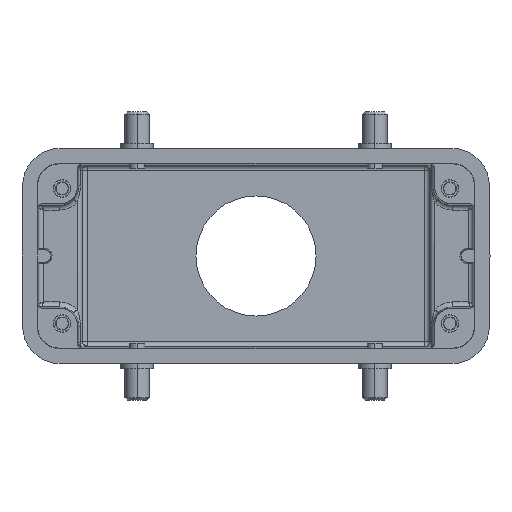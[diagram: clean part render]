
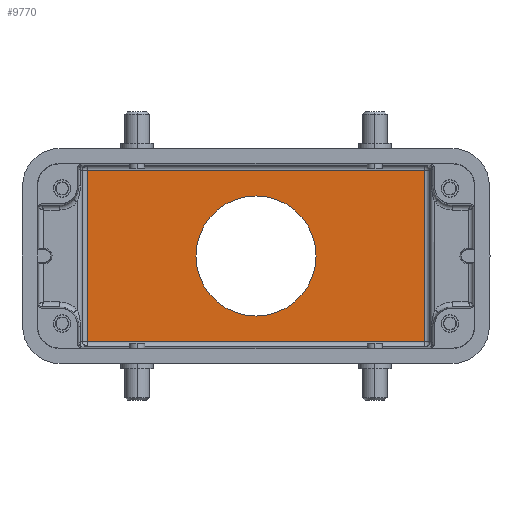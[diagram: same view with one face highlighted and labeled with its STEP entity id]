
A CAD part, front view. The second image highlights one B-rep face of the part: STEP entity #9770.
In plain terms, the highlighted planar face has unit normal (0, -1, 0).
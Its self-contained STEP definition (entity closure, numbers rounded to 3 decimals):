
#2506=DIRECTION('',(0.,0.,1.));
#2507=VECTOR('',#2506,34.284);
#2508=CARTESIAN_POINT('',(33.75,42.,-17.142));
#2509=LINE('',#2508,#2507);
#2534=DIRECTION('',(1.,0.,0.));
#2535=VECTOR('',#2534,67.5);
#2536=CARTESIAN_POINT('',(-33.75,42.,-17.142));
#2537=LINE('',#2536,#2535);
#2542=CARTESIAN_POINT('',(0.,42.,0.));
#2543=DIRECTION('',(0.,1.,0.));
#2544=DIRECTION('',(-1.,0.,0.));
#2545=AXIS2_PLACEMENT_3D('',#2542,#2543,#2544);
#2547=CARTESIAN_POINT('',(0.,42.,0.));
#2548=DIRECTION('',(0.,1.,0.));
#2549=DIRECTION('',(1.,0.,0.));
#2550=AXIS2_PLACEMENT_3D('',#2547,#2548,#2549);
#2556=DIRECTION('',(0.,0.,-1.));
#2557=VECTOR('',#2556,34.284);
#2558=CARTESIAN_POINT('',(-33.75,42.,17.142));
#2559=LINE('',#2558,#2557);
#3162=DIRECTION('',(-1.,0.,0.));
#3163=VECTOR('',#3162,67.5);
#3164=CARTESIAN_POINT('',(33.75,42.,17.142));
#3165=LINE('',#3164,#3163);
#5208=CARTESIAN_POINT('',(33.75,42.,-17.142));
#5210=VERTEX_POINT('',#5208);
#5211=CARTESIAN_POINT('',(-33.75,42.,-17.142));
#5212=VERTEX_POINT('',#5211);
#5215=CARTESIAN_POINT('',(-33.75,42.,17.142));
#5216=VERTEX_POINT('',#5215);
#5217=CARTESIAN_POINT('',(33.75,42.,17.142));
#5218=VERTEX_POINT('',#5217);
#6103=CARTESIAN_POINT('',(-12.,42.,0.));
#6104=CARTESIAN_POINT('',(12.,42.,0.));
#6105=VERTEX_POINT('',#6103);
#6106=VERTEX_POINT('',#6104);
#9751=CARTESIAN_POINT('',(43.75,42.,-18.5));
#9752=DIRECTION('',(0.,1.,0.));
#9753=DIRECTION('',(0.,0.,1.));
#9754=AXIS2_PLACEMENT_3D('',#9751,#9752,#9753);
#9755=PLANE('',#9754);
#9756=ORIENTED_EDGE('',*,*,#9738,.F.);
#9758=ORIENTED_EDGE('',*,*,#9757,.F.);
#9760=ORIENTED_EDGE('',*,*,#9759,.F.);
#9761=ORIENTED_EDGE('',*,*,#9710,.F.);
#9762=EDGE_LOOP('',(#9756,#9758,#9760,#9761));
#9763=FACE_OUTER_BOUND('',#9762,.F.);
#9765=ORIENTED_EDGE('',*,*,#9764,.F.);
#9767=ORIENTED_EDGE('',*,*,#9766,.F.);
#9768=EDGE_LOOP('',(#9765,#9767));
#9769=FACE_BOUND('',#9768,.F.);
#2546=CIRCLE('',#2545,12.);
#2551=CIRCLE('',#2550,12.);
#9710=EDGE_CURVE('',#5210,#5218,#2509,.T.);
#9738=EDGE_CURVE('',#5212,#5210,#2537,.T.);
#9757=EDGE_CURVE('',#5216,#5212,#2559,.T.);
#9759=EDGE_CURVE('',#5218,#5216,#3165,.T.);
#9764=EDGE_CURVE('',#6105,#6106,#2546,.T.);
#9766=EDGE_CURVE('',#6106,#6105,#2551,.T.);
#9770=ADVANCED_FACE('',(#9763,#9769),#9755,.F.);
